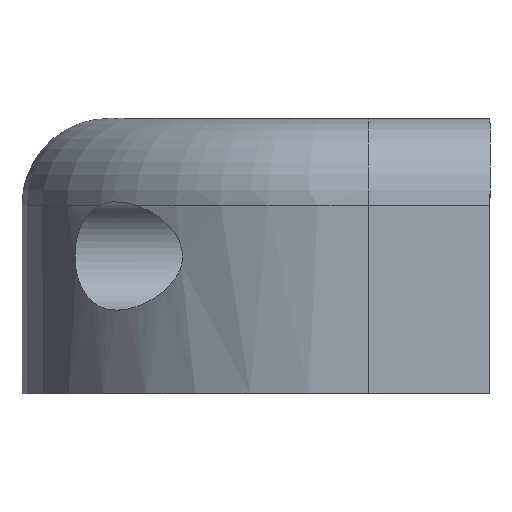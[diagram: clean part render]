
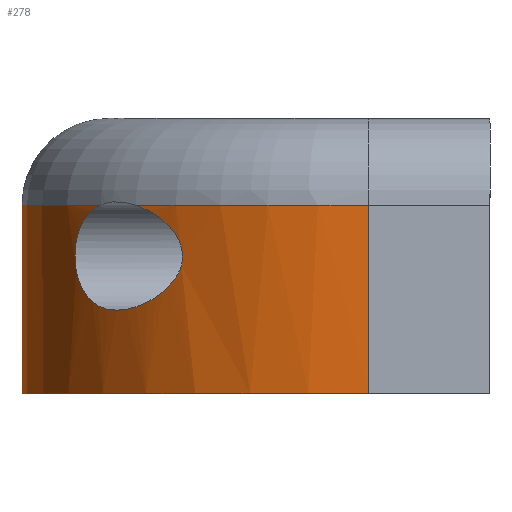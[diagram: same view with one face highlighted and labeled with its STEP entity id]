
A CAD part, front view. The second image highlights one B-rep face of the part: STEP entity #278.
In plain terms, the highlighted cylindrical face has radius 8 mm (diameter 16 mm), a partial arc.
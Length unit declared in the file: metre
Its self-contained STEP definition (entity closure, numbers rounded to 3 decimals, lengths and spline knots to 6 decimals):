
#21=B_SPLINE_CURVE_WITH_KNOTS('',3,(#429,#430,#431,#432,#433,#434,#435,
#436,#437,#438,#439,#440,#441,#442,#443),.UNSPECIFIED.,.F.,.F.,(4,1,1,1,
1,1,1,1,1,1,1,1,4),(0.005073,0.005592,0.006111,
0.00663,0.007149,0.007668,0.008186,
0.009224,0.010262,0.0113,0.011819,
0.012337,0.013375),.UNSPECIFIED.);
#22=B_SPLINE_CURVE_WITH_KNOTS('',3,(#447,#448,#449,#450,#451,#452,#453,
#454,#455,#456,#457,#458,#459,#460,#461,#462),.UNSPECIFIED.,.F.,.F.,(4,
1,1,1,1,1,1,1,1,1,1,1,1,4),(0.005596,0.006631,0.007148,
0.007666,0.008701,0.009735,0.010253,
0.01077,0.011288,0.011805,0.012322,
0.01284,0.013357,0.013875),.UNSPECIFIED.);
#25=CIRCLE('',#307,0.008);
#26=CIRCLE('',#308,0.008);
#27=CIRCLE('',#309,0.008);
#28=CIRCLE('',#310,0.008);
#38=CYLINDRICAL_SURFACE('',#306,0.008);
#48=ORIENTED_EDGE('',*,*,#126,.F.);
#49=ORIENTED_EDGE('',*,*,#127,.T.);
#50=ORIENTED_EDGE('',*,*,#128,.T.);
#51=ORIENTED_EDGE('',*,*,#129,.T.);
#52=ORIENTED_EDGE('',*,*,#130,.T.);
#53=ORIENTED_EDGE('',*,*,#131,.T.);
#54=ORIENTED_EDGE('',*,*,#122,.T.);
#55=ORIENTED_EDGE('',*,*,#132,.T.);
#122=EDGE_CURVE('',#161,#162,#187,.T.);
#126=EDGE_CURVE('',#165,#166,#191,.T.);
#127=EDGE_CURVE('',#165,#167,#25,.F.);
#128=EDGE_CURVE('',#167,#168,#21,.T.);
#129=EDGE_CURVE('',#168,#169,#26,.F.);
#130=EDGE_CURVE('',#169,#170,#22,.T.);
#131=EDGE_CURVE('',#170,#161,#27,.F.);
#132=EDGE_CURVE('',#162,#166,#28,.T.);
#161=VERTEX_POINT('',#416);
#162=VERTEX_POINT('',#417);
#165=VERTEX_POINT('',#425);
#166=VERTEX_POINT('',#426);
#167=VERTEX_POINT('',#428);
#168=VERTEX_POINT('',#444);
#169=VERTEX_POINT('',#446);
#170=VERTEX_POINT('',#463);
#187=LINE('',#415,#209);
#191=LINE('',#424,#213);
#209=VECTOR('',#337,1.);
#213=VECTOR('',#343,1.);
#232=EDGE_LOOP('',(#48,#49,#50,#51,#52,#53,#54,#55));
#251=FACE_BOUND('',#232,.T.);
#278=ADVANCED_FACE('',(#251),#38,.T.);
#306=AXIS2_PLACEMENT_3D('',#423,#341,#342);
#307=AXIS2_PLACEMENT_3D('',#427,#344,#345);
#308=AXIS2_PLACEMENT_3D('',#445,#346,#347);
#309=AXIS2_PLACEMENT_3D('',#464,#348,#349);
#310=AXIS2_PLACEMENT_3D('',#465,#350,#351);
#337=DIRECTION('',(0.,0.,-1.));
#341=DIRECTION('',(0.,0.,-1.));
#342=DIRECTION('',(-1.,0.,0.));
#343=DIRECTION('',(0.,0.,-1.));
#344=DIRECTION('',(0.,0.,1.));
#345=DIRECTION('',(1.,0.,0.));
#346=DIRECTION('',(0.,0.,1.));
#347=DIRECTION('',(1.,0.,0.));
#348=DIRECTION('',(0.,0.,1.));
#349=DIRECTION('',(1.,0.,0.));
#350=DIRECTION('',(0.,0.,1.));
#351=DIRECTION('',(1.,0.,0.));
#415=CARTESIAN_POINT('',(0.,0.008,0.00635));
#416=CARTESIAN_POINT('',(0.,0.008,0.00435));
#417=CARTESIAN_POINT('',(0.,0.008,0.));
#423=CARTESIAN_POINT('',(0.,0.,0.00635));
#424=CARTESIAN_POINT('',(0.,-0.008,0.00635));
#425=CARTESIAN_POINT('',(0.,-0.008,0.00435));
#426=CARTESIAN_POINT('',(0.,-0.008,0.));
#427=CARTESIAN_POINT('',(0.,0.,0.00435));
#428=CARTESIAN_POINT('',(-0.005374,-0.005926,0.00435));
#429=CARTESIAN_POINT('',(-0.005374,-0.005926,0.00435));
#430=CARTESIAN_POINT('',(-0.005249,-0.00604,0.004309));
#431=CARTESIAN_POINT('',(-0.004995,-0.006255,0.004193));
#432=CARTESIAN_POINT('',(-0.004642,-0.006521,0.003931));
#433=CARTESIAN_POINT('',(-0.004326,-0.006731,0.003541));
#434=CARTESIAN_POINT('',(-0.004256,-0.006774,0.002987));
#435=CARTESIAN_POINT('',(-0.004525,-0.006601,0.002535));
#436=CARTESIAN_POINT('',(-0.00499,-0.006266,0.002134));
#437=CARTESIAN_POINT('',(-0.005634,-0.005714,0.001873));
#438=CARTESIAN_POINT('',(-0.006345,-0.004909,0.001959));
#439=CARTESIAN_POINT('',(-0.00674,-0.004312,0.002565));
#440=CARTESIAN_POINT('',(-0.006799,-0.004216,0.003278));
#441=CARTESIAN_POINT('',(-0.00667,-0.004423,0.003958));
#442=CARTESIAN_POINT('',(-0.006399,-0.004813,0.004255));
#443=CARTESIAN_POINT('',(-0.006185,-0.005074,0.00435));
#444=CARTESIAN_POINT('',(-0.006185,-0.005074,0.00435));
#445=CARTESIAN_POINT('',(0.,0.,0.00435));
#446=CARTESIAN_POINT('',(-0.006185,0.005074,0.00435));
#447=CARTESIAN_POINT('',(-0.006185,0.005074,0.00435));
#448=CARTESIAN_POINT('',(-0.006397,0.004815,0.004256));
#449=CARTESIAN_POINT('',(-0.00667,0.004424,0.003957));
#450=CARTESIAN_POINT('',(-0.006798,0.004216,0.003281));
#451=CARTESIAN_POINT('',(-0.00674,0.004312,0.002562));
#452=CARTESIAN_POINT('',(-0.00634,0.004916,0.001954));
#453=CARTESIAN_POINT('',(-0.005743,0.005589,0.001888));
#454=CARTESIAN_POINT('',(-0.005244,0.006048,0.002032));
#455=CARTESIAN_POINT('',(-0.004871,0.006352,0.002235));
#456=CARTESIAN_POINT('',(-0.004524,0.006602,0.002536));
#457=CARTESIAN_POINT('',(-0.004257,0.006774,0.002984));
#458=CARTESIAN_POINT('',(-0.004326,0.006731,0.003541));
#459=CARTESIAN_POINT('',(-0.004638,0.006524,0.003927));
#460=CARTESIAN_POINT('',(-0.004998,0.006252,0.004196));
#461=CARTESIAN_POINT('',(-0.005248,0.00604,0.004309));
#462=CARTESIAN_POINT('',(-0.005374,0.005926,0.00435));
#463=CARTESIAN_POINT('',(-0.005374,0.005926,0.00435));
#464=CARTESIAN_POINT('',(0.,0.,0.00435));
#465=CARTESIAN_POINT('',(0.,0.,0.));
